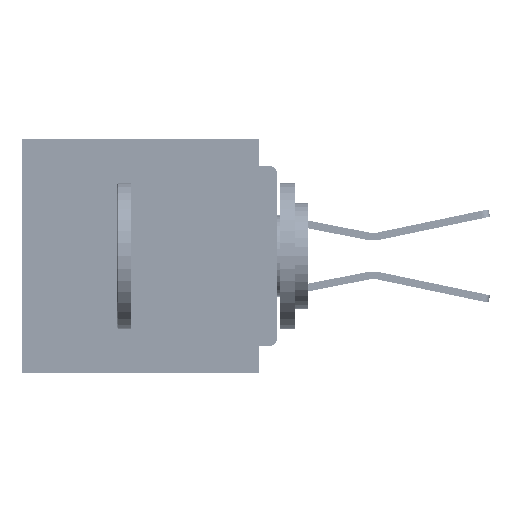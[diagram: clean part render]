
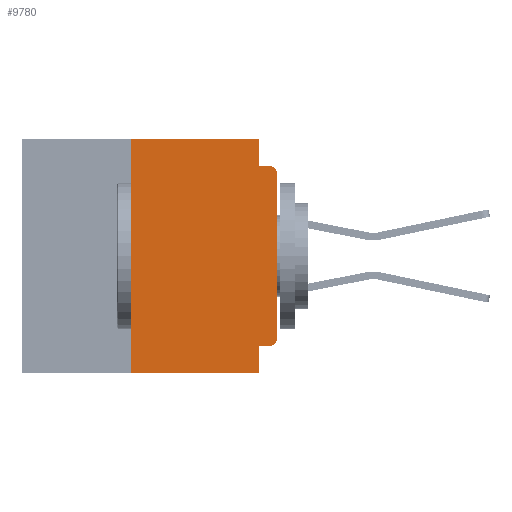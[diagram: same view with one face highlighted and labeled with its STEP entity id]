
A CAD part, left-side view. The second image highlights one B-rep face of the part: STEP entity #9780.
In plain terms, the highlighted planar face has unit normal (-1, 0, 0).
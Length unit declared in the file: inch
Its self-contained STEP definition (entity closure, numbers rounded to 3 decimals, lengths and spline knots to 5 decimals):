
#781 = DIRECTION ( 'NONE',  ( 0., 0., -1. ) ) ;
#1334 = CARTESIAN_POINT ( 'NONE',  ( 0., 0., -0.355 ) ) ;
#2162 = FACE_OUTER_BOUND ( 'NONE', #46283, .T. ) ;
#2559 = VERTEX_POINT ( 'NONE', #3161 ) ;
#3161 = CARTESIAN_POINT ( 'NONE',  ( 0., 0.031, -0.045 ) ) ;
#3365 = LINE ( 'NONE', #12839, #15656 ) ;
#3829 = CARTESIAN_POINT ( 'NONE',  ( 0., 0.437, -0.4 ) ) ;
#4625 = DIRECTION ( 'NONE',  ( 0., -1., 0. ) ) ;
#5444 = LINE ( 'NONE', #62896, #57394 ) ;
#5789 = EDGE_CURVE ( 'NONE', #15991, #14086, #27960, .T. ) ;
#6184 = LINE ( 'NONE', #1334, #61332 ) ;
#8080 = LINE ( 'NONE', #8314, #47950 ) ;
#8314 = CARTESIAN_POINT ( 'NONE',  ( 0., 0.25, -0.4 ) ) ;
#8967 = ORIENTED_EDGE ( 'NONE', *, *, #26614, .F. ) ;
#9080 = DIRECTION ( 'NONE',  ( 0., -1., 0. ) ) ;
#9115 = CARTESIAN_POINT ( 'NONE',  ( 0., 0.25, -0.4 ) ) ;
#9780 = ADVANCED_FACE ( 'NONE', ( #2162 ), #19808, .F. ) ;
#10947 = ORIENTED_EDGE ( 'NONE', *, *, #30337, .F. ) ;
#12839 = CARTESIAN_POINT ( 'NONE',  ( 0., 0.031, 0. ) ) ;
#14058 = VECTOR ( 'NONE', #9080, 39.37008 ) ;
#14086 = VERTEX_POINT ( 'NONE', #22422 ) ;
#15238 = EDGE_CURVE ( 'NONE', #58977, #14086, #5444, .T. ) ;
#15656 = VECTOR ( 'NONE', #59483, 39.37008 ) ;
#15991 = VERTEX_POINT ( 'NONE', #9115 ) ;
#19216 = DIRECTION ( 'NONE',  ( 0., 0., 1. ) ) ;
#19271 = EDGE_CURVE ( 'NONE', #2559, #35107, #52522, .T. ) ;
#19808 = PLANE ( 'NONE',  #58106 ) ;
#21495 = CARTESIAN_POINT ( 'NONE',  ( 0., 0.015, -0.34 ) ) ;
#21695 = EDGE_CURVE ( 'NONE', #59611, #53718, #40953, .T. ) ;
#22019 = CARTESIAN_POINT ( 'NONE',  ( 0., 0., -0.045 ) ) ;
#22422 = CARTESIAN_POINT ( 'NONE',  ( 0., 0.031, -0.4 ) ) ;
#23751 = CARTESIAN_POINT ( 'NONE',  ( 0., 0.031, 0. ) ) ;
#24723 = ORIENTED_EDGE ( 'NONE', *, *, #19271, .F. ) ;
#25272 = DIRECTION ( 'NONE',  ( 1., 0., 0. ) ) ;
#26614 = EDGE_CURVE ( 'NONE', #15991, #41726, #8080, .T. ) ;
#26768 = DIRECTION ( 'NONE',  ( 0., 0., -1. ) ) ;
#27281 = DIRECTION ( 'NONE',  ( 0., -1., 0. ) ) ;
#27571 = DIRECTION ( 'NONE',  ( -1., 0., 0. ) ) ;
#27960 = LINE ( 'NONE', #3829, #14058 ) ;
#28126 = ORIENTED_EDGE ( 'NONE', *, *, #61417, .T. ) ;
#28208 = ORIENTED_EDGE ( 'NONE', *, *, #5789, .T. ) ;
#30337 = EDGE_CURVE ( 'NONE', #31844, #2559, #3365, .T. ) ;
#31844 = VERTEX_POINT ( 'NONE', #23751 ) ;
#34978 = CARTESIAN_POINT ( 'NONE',  ( 0., 0., 0. ) ) ;
#35107 = VERTEX_POINT ( 'NONE', #66135 ) ;
#37857 = DIRECTION ( 'NONE',  ( 0., 1., 0. ) ) ;
#38548 = ORIENTED_EDGE ( 'NONE', *, *, #21695, .T. ) ;
#38630 = VERTEX_POINT ( 'NONE', #43384 ) ;
#38963 = EDGE_CURVE ( 'NONE', #41726, #31844, #43826, .T. ) ;
#40026 = EDGE_CURVE ( 'NONE', #59611, #58977, #6184, .T. ) ;
#40953 = CIRCLE ( 'NONE', #66290, 0.015 ) ;
#41726 = VERTEX_POINT ( 'NONE', #56516 ) ;
#43384 = CARTESIAN_POINT ( 'NONE',  ( 0., 0., -0.06 ) ) ;
#43826 = LINE ( 'NONE', #66597, #45476 ) ;
#44660 = CARTESIAN_POINT ( 'NONE',  ( 0., 0.015, -0.355 ) ) ;
#44752 = DIRECTION ( 'NONE',  ( 0., 0., 1. ) ) ;
#45476 = VECTOR ( 'NONE', #4625, 39.37008 ) ;
#45937 = CARTESIAN_POINT ( 'NONE',  ( 0., 0.437, 0. ) ) ;
#46283 = EDGE_LOOP ( 'NONE', ( #28126, #48687, #24723, #10947, #58232, #8967, #28208, #56719, #53350, #38548 ) ) ;
#47950 = VECTOR ( 'NONE', #44752, 39.37008 ) ;
#48687 = ORIENTED_EDGE ( 'NONE', *, *, #66249, .T. ) ;
#49770 = CARTESIAN_POINT ( 'NONE',  ( 0., 0.031, -0.355 ) ) ;
#50935 = VECTOR ( 'NONE', #27281, 39.37008 ) ;
#51452 = AXIS2_PLACEMENT_3D ( 'NONE', #58470, #27571, #63582 ) ;
#52522 = LINE ( 'NONE', #22019, #50935 ) ;
#52813 = CARTESIAN_POINT ( 'NONE',  ( 0., 0., -0.34 ) ) ;
#53350 = ORIENTED_EDGE ( 'NONE', *, *, #40026, .F. ) ;
#53718 = VERTEX_POINT ( 'NONE', #52813 ) ;
#56516 = CARTESIAN_POINT ( 'NONE',  ( 0., 0.25, 0. ) ) ;
#56719 = ORIENTED_EDGE ( 'NONE', *, *, #15238, .F. ) ;
#57394 = VECTOR ( 'NONE', #781, 39.37008 ) ;
#57682 = DIRECTION ( 'NONE',  ( -1., 0., 0. ) ) ;
#58106 = AXIS2_PLACEMENT_3D ( 'NONE', #45937, #25272, #61363 ) ;
#58232 = ORIENTED_EDGE ( 'NONE', *, *, #38963, .F. ) ;
#58264 = CIRCLE ( 'NONE', #51452, 0.015 ) ;
#58470 = CARTESIAN_POINT ( 'NONE',  ( 0., 0.015, -0.06 ) ) ;
#58684 = VECTOR ( 'NONE', #19216, 39.37008 ) ;
#58977 = VERTEX_POINT ( 'NONE', #49770 ) ;
#59483 = DIRECTION ( 'NONE',  ( 0., 0., -1. ) ) ;
#59611 = VERTEX_POINT ( 'NONE', #44660 ) ;
#60287 = LINE ( 'NONE', #34978, #58684 ) ;
#61332 = VECTOR ( 'NONE', #37857, 39.37008 ) ;
#61363 = DIRECTION ( 'NONE',  ( 0., 0., -1. ) ) ;
#61417 = EDGE_CURVE ( 'NONE', #53718, #38630, #60287, .T. ) ;
#62896 = CARTESIAN_POINT ( 'NONE',  ( 0., 0.031, -0.4 ) ) ;
#63582 = DIRECTION ( 'NONE',  ( 0., 0., -1. ) ) ;
#66135 = CARTESIAN_POINT ( 'NONE',  ( 0., 0.015, -0.045 ) ) ;
#66249 = EDGE_CURVE ( 'NONE', #38630, #35107, #58264, .T. ) ;
#66290 = AXIS2_PLACEMENT_3D ( 'NONE', #21495, #57682, #26768 ) ;
#66597 = CARTESIAN_POINT ( 'NONE',  ( 0., 0.437, 0. ) ) ;
